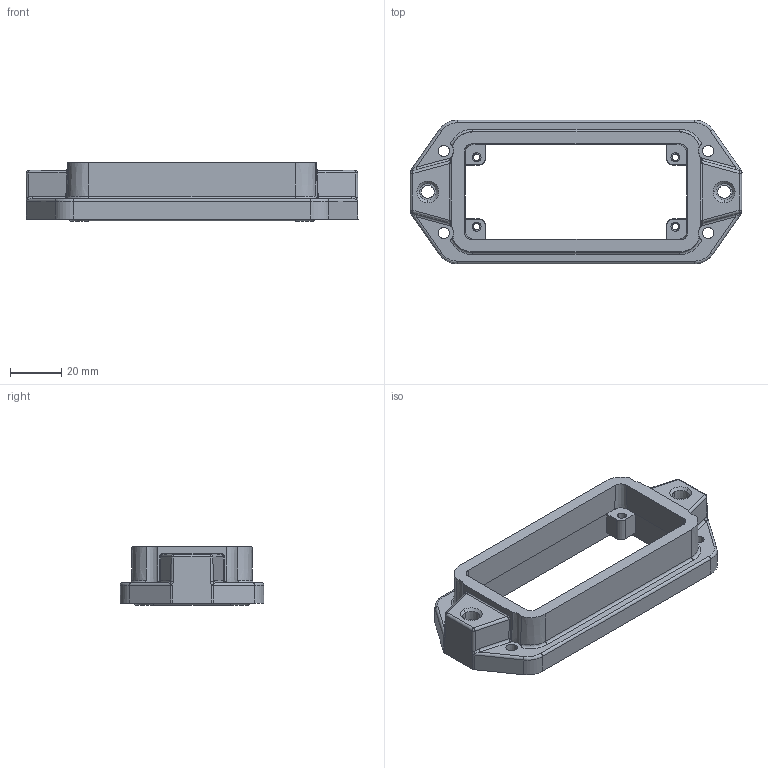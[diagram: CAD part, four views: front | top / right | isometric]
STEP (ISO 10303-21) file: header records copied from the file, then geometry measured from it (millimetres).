
FILE_DESCRIPTION((''),'2;1');
FILE_NAME('MSBR-1','2020-12-18T',('f.li'),(''),'PRO/ENGINEER BY PARAMETRIC TECHNOLOGY CORPORATION, 2012480','PRO/ENGINEER BY PARAMETRIC TECHNOLOGY CORPORATION, 2012480','');
FILE_SCHEMA(('CONFIG_CONTROL_DESIGN'));
Length unit declared in the file: millimetre
Products named in the file (1): MSBR-1
Bounding box: 129.38 x 56 x 22.8 mm (x, y, z)
Volume: 52828.2 mm3; surface area: 22948 mm2
Topology: 1 solids, 1 shells, 278 faces, 718 edges, 449 vertices
Faces by surface type: cylinder 92, plane 65, cone 45, torus 40, bspline 32, sphere 4
Entity records: 10206 total; most frequent: CARTESIAN_POINT 3422, ORIENTED_EDGE 1428, DIRECTION 1419, EDGE_CURVE 714, AXIS2_PLACEMENT_3D 571, VERTEX_POINT 449, CIRCLE 325, EDGE_LOOP 311
